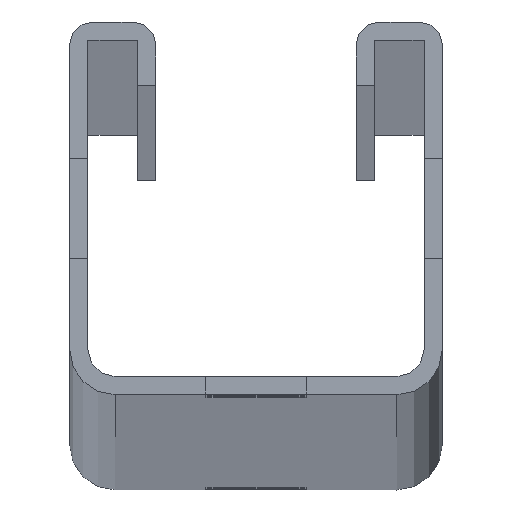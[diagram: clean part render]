
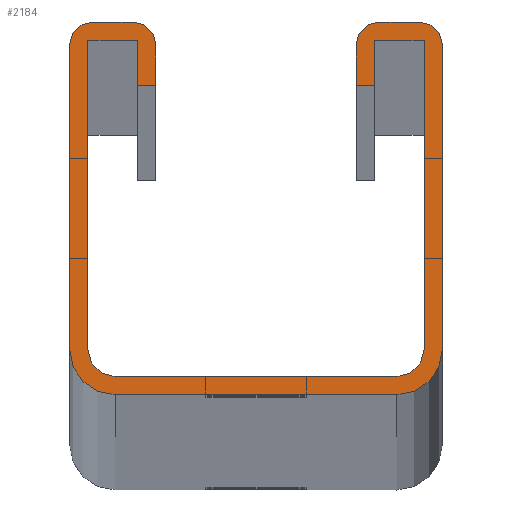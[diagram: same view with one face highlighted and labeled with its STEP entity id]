
A CAD part, top view. The second image highlights one B-rep face of the part: STEP entity #2184.
In plain terms, the highlighted planar face has unit normal (0, 0, 1).
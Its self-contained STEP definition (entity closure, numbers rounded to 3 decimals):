
#150=DIRECTION('',(-1.,0.,0.));
#151=VECTOR('',#150,2.011);
#152=CARTESIAN_POINT('',(13.011,34.,0.));
#153=LINE('',#152,#151);
#154=CARTESIAN_POINT('',(13.5,38.5,0.));
#155=DIRECTION('',(0.,0.,1.));
#156=DIRECTION('',(0.,1.,0.));
#157=AXIS2_PLACEMENT_3D('',#154,#155,#156);
#159=DIRECTION('',(-1.,0.,0.));
#160=VECTOR('',#159,4.5);
#161=CARTESIAN_POINT('',(18.,41.,0.));
#162=LINE('',#161,#160);
#163=CARTESIAN_POINT('',(18.,38.5,0.));
#164=DIRECTION('',(0.,0.,1.));
#165=DIRECTION('',(1.,0.,0.));
#166=AXIS2_PLACEMENT_3D('',#163,#164,#165);
#168=CARTESIAN_POINT('',(15.5,5.,0.));
#169=DIRECTION('',(0.,0.,1.));
#170=DIRECTION('',(0.,-1.,0.));
#171=AXIS2_PLACEMENT_3D('',#168,#169,#170);
#173=CARTESIAN_POINT('',(-15.5,5.,0.));
#174=DIRECTION('',(0.,0.,1.));
#175=DIRECTION('',(-1.,0.,0.));
#176=AXIS2_PLACEMENT_3D('',#173,#174,#175);
#178=DIRECTION('',(0.,-1.,0.));
#179=VECTOR('',#178,33.5);
#180=CARTESIAN_POINT('',(-20.5,38.5,0.));
#181=LINE('',#180,#179);
#182=CARTESIAN_POINT('',(-18.,38.5,0.));
#183=DIRECTION('',(0.,0.,1.));
#184=DIRECTION('',(0.,1.,0.));
#185=AXIS2_PLACEMENT_3D('',#182,#183,#184);
#187=DIRECTION('',(-1.,0.,0.));
#188=VECTOR('',#187,4.5);
#189=CARTESIAN_POINT('',(-13.5,41.,0.));
#190=LINE('',#189,#188);
#191=CARTESIAN_POINT('',(-13.5,38.5,0.));
#192=DIRECTION('',(0.,0.,1.));
#193=DIRECTION('',(1.,0.,0.));
#194=AXIS2_PLACEMENT_3D('',#191,#192,#193);
#196=DIRECTION('',(-1.,0.,0.));
#197=VECTOR('',#196,2.011);
#198=CARTESIAN_POINT('',(-11.,34.,0.));
#199=LINE('',#198,#197);
#200=CARTESIAN_POINT('',(-15.5,5.,0.));
#201=DIRECTION('',(0.,0.,-1.));
#202=DIRECTION('',(0.,-1.,0.));
#203=AXIS2_PLACEMENT_3D('',#200,#201,#202);
#205=DIRECTION('',(-1.,0.,0.));
#206=VECTOR('',#205,31.);
#207=CARTESIAN_POINT('',(15.5,2.,0.));
#208=LINE('',#207,#206);
#209=CARTESIAN_POINT('',(15.5,5.,0.));
#210=DIRECTION('',(0.,0.,-1.));
#211=DIRECTION('',(1.,0.,0.));
#212=AXIS2_PLACEMENT_3D('',#209,#210,#211);
#214=DIRECTION('',(0.,-1.,0.));
#215=VECTOR('',#214,34.);
#216=CARTESIAN_POINT('',(18.5,39.,0.));
#217=LINE('',#216,#215);
#270=DIRECTION('',(0.,-1.,0.));
#271=VECTOR('',#270,5.);
#272=CARTESIAN_POINT('',(13.011,39.,0.));
#273=LINE('',#272,#271);
#278=DIRECTION('',(-1.,0.,0.));
#279=VECTOR('',#278,5.489);
#280=CARTESIAN_POINT('',(18.5,39.,0.));
#281=LINE('',#280,#279);
#606=DIRECTION('',(0.,-1.,0.));
#607=VECTOR('',#606,34.);
#608=CARTESIAN_POINT('',(-18.5,39.,0.));
#609=LINE('',#608,#607);
#762=DIRECTION('',(-1.,0.,0.));
#763=VECTOR('',#762,5.489);
#764=CARTESIAN_POINT('',(-13.011,39.,0.));
#765=LINE('',#764,#763);
#782=DIRECTION('',(0.,1.,0.));
#783=VECTOR('',#782,5.);
#784=CARTESIAN_POINT('',(-13.011,34.,0.));
#785=LINE('',#784,#783);
#930=DIRECTION('',(-1.,0.,0.));
#931=VECTOR('',#930,31.);
#932=CARTESIAN_POINT('',(15.5,0.,0.));
#933=LINE('',#932,#931);
#1090=DIRECTION('',(0.,-1.,0.));
#1091=VECTOR('',#1090,33.5);
#1092=CARTESIAN_POINT('',(20.5,38.5,0.));
#1093=LINE('',#1092,#1091);
#1270=DIRECTION('',(0.,1.,0.));
#1271=VECTOR('',#1270,4.5);
#1272=CARTESIAN_POINT('',(11.,34.,0.));
#1273=LINE('',#1272,#1271);
#1526=DIRECTION('',(0.,-1.,0.));
#1527=VECTOR('',#1526,4.5);
#1528=CARTESIAN_POINT('',(-11.,38.5,0.));
#1529=LINE('',#1528,#1527);
#1586=CARTESIAN_POINT('',(-20.5,38.5,0.));
#1587=CARTESIAN_POINT('',(-20.5,5.,0.));
#1588=VERTEX_POINT('',#1586);
#1589=VERTEX_POINT('',#1587);
#1590=CARTESIAN_POINT('',(-18.,41.,0.));
#1591=VERTEX_POINT('',#1590);
#1592=CARTESIAN_POINT('',(-13.5,41.,0.));
#1593=VERTEX_POINT('',#1592);
#1594=CARTESIAN_POINT('',(-11.,38.5,0.));
#1595=VERTEX_POINT('',#1594);
#1596=CARTESIAN_POINT('',(13.5,41.,0.));
#1597=CARTESIAN_POINT('',(11.,38.5,0.));
#1598=VERTEX_POINT('',#1596);
#1599=VERTEX_POINT('',#1597);
#1600=CARTESIAN_POINT('',(18.,41.,0.));
#1601=VERTEX_POINT('',#1600);
#1602=CARTESIAN_POINT('',(20.5,38.5,0.));
#1603=VERTEX_POINT('',#1602);
#1636=CARTESIAN_POINT('',(20.5,5.,0.));
#1637=VERTEX_POINT('',#1636);
#1638=CARTESIAN_POINT('',(15.5,0.,0.));
#1639=VERTEX_POINT('',#1638);
#1640=CARTESIAN_POINT('',(-15.5,0.,0.));
#1641=VERTEX_POINT('',#1640);
#1674=CARTESIAN_POINT('',(11.,34.,0.));
#1675=VERTEX_POINT('',#1674);
#1676=CARTESIAN_POINT('',(-11.,34.,0.));
#1677=VERTEX_POINT('',#1676);
#1802=CARTESIAN_POINT('',(-13.011,39.,0.));
#1803=CARTESIAN_POINT('',(-18.5,39.,0.));
#1804=VERTEX_POINT('',#1802);
#1805=VERTEX_POINT('',#1803);
#1838=CARTESIAN_POINT('',(-18.5,5.,0.));
#1839=VERTEX_POINT('',#1838);
#1840=CARTESIAN_POINT('',(-15.5,2.,0.));
#1841=VERTEX_POINT('',#1840);
#1842=CARTESIAN_POINT('',(15.5,2.,0.));
#1843=VERTEX_POINT('',#1842);
#1876=CARTESIAN_POINT('',(18.5,5.,0.));
#1877=VERTEX_POINT('',#1876);
#1910=CARTESIAN_POINT('',(18.5,39.,0.));
#1911=VERTEX_POINT('',#1910);
#1912=CARTESIAN_POINT('',(13.011,39.,0.));
#1913=VERTEX_POINT('',#1912);
#1914=CARTESIAN_POINT('',(-13.011,34.,0.));
#1915=VERTEX_POINT('',#1914);
#1916=CARTESIAN_POINT('',(13.011,34.,0.));
#1917=VERTEX_POINT('',#1916);
#2130=CARTESIAN_POINT('',(-19.816,15.766,0.));
#2131=DIRECTION('',(0.,0.,1.));
#2132=DIRECTION('',(1.,0.,0.));
#2133=AXIS2_PLACEMENT_3D('',#2130,#2131,#2132);
#2134=PLANE('',#2133);
#2136=ORIENTED_EDGE('',*,*,#2135,.T.);
#2138=ORIENTED_EDGE('',*,*,#2137,.T.);
#2140=ORIENTED_EDGE('',*,*,#2139,.F.);
#2142=ORIENTED_EDGE('',*,*,#2141,.F.);
#2144=ORIENTED_EDGE('',*,*,#2143,.F.);
#2146=ORIENTED_EDGE('',*,*,#2145,.T.);
#2148=ORIENTED_EDGE('',*,*,#2147,.F.);
#2150=ORIENTED_EDGE('',*,*,#2149,.T.);
#2152=ORIENTED_EDGE('',*,*,#2151,.F.);
#2153=ORIENTED_EDGE('',*,*,#2039,.F.);
#2155=ORIENTED_EDGE('',*,*,#2154,.F.);
#2157=ORIENTED_EDGE('',*,*,#2156,.F.);
#2159=ORIENTED_EDGE('',*,*,#2158,.F.);
#2161=ORIENTED_EDGE('',*,*,#2160,.T.);
#2163=ORIENTED_EDGE('',*,*,#2162,.T.);
#2165=ORIENTED_EDGE('',*,*,#2164,.T.);
#2167=ORIENTED_EDGE('',*,*,#2166,.T.);
#2169=ORIENTED_EDGE('',*,*,#2168,.T.);
#2171=ORIENTED_EDGE('',*,*,#2170,.F.);
#2173=ORIENTED_EDGE('',*,*,#2172,.F.);
#2175=ORIENTED_EDGE('',*,*,#2174,.F.);
#2177=ORIENTED_EDGE('',*,*,#2176,.F.);
#2179=ORIENTED_EDGE('',*,*,#2178,.T.);
#2181=ORIENTED_EDGE('',*,*,#2180,.T.);
#2182=EDGE_LOOP('',(#2136,#2138,#2140,#2142,#2144,#2146,#2148,#2150,#2152,#2153,
#2155,#2157,#2159,#2161,#2163,#2165,#2167,#2169,#2171,#2173,#2175,#2177,#2179,
#2181));
#2183=FACE_OUTER_BOUND('',#2182,.F.);
#2184=ADVANCED_FACE('',(#2183),#2134,.T.);
#158=CIRCLE('',#157,2.5);
#167=CIRCLE('',#166,2.5);
#172=CIRCLE('',#171,5.);
#177=CIRCLE('',#176,5.);
#186=CIRCLE('',#185,2.5);
#195=CIRCLE('',#194,2.5);
#204=CIRCLE('',#203,3.);
#213=CIRCLE('',#212,3.);
#2039=EDGE_CURVE('',#1588,#1589,#181,.T.);
#2135=EDGE_CURVE('',#1917,#1675,#153,.T.);
#2137=EDGE_CURVE('',#1675,#1599,#1273,.T.);
#2139=EDGE_CURVE('',#1598,#1599,#158,.T.);
#2141=EDGE_CURVE('',#1601,#1598,#162,.T.);
#2143=EDGE_CURVE('',#1603,#1601,#167,.T.);
#2145=EDGE_CURVE('',#1603,#1637,#1093,.T.);
#2147=EDGE_CURVE('',#1639,#1637,#172,.T.);
#2149=EDGE_CURVE('',#1639,#1641,#933,.T.);
#2151=EDGE_CURVE('',#1589,#1641,#177,.T.);
#2154=EDGE_CURVE('',#1591,#1588,#186,.T.);
#2156=EDGE_CURVE('',#1593,#1591,#190,.T.);
#2158=EDGE_CURVE('',#1595,#1593,#195,.T.);
#2160=EDGE_CURVE('',#1595,#1677,#1529,.T.);
#2162=EDGE_CURVE('',#1677,#1915,#199,.T.);
#2164=EDGE_CURVE('',#1915,#1804,#785,.T.);
#2166=EDGE_CURVE('',#1804,#1805,#765,.T.);
#2168=EDGE_CURVE('',#1805,#1839,#609,.T.);
#2170=EDGE_CURVE('',#1841,#1839,#204,.T.);
#2172=EDGE_CURVE('',#1843,#1841,#208,.T.);
#2174=EDGE_CURVE('',#1877,#1843,#213,.T.);
#2176=EDGE_CURVE('',#1911,#1877,#217,.T.);
#2178=EDGE_CURVE('',#1911,#1913,#281,.T.);
#2180=EDGE_CURVE('',#1913,#1917,#273,.T.);
